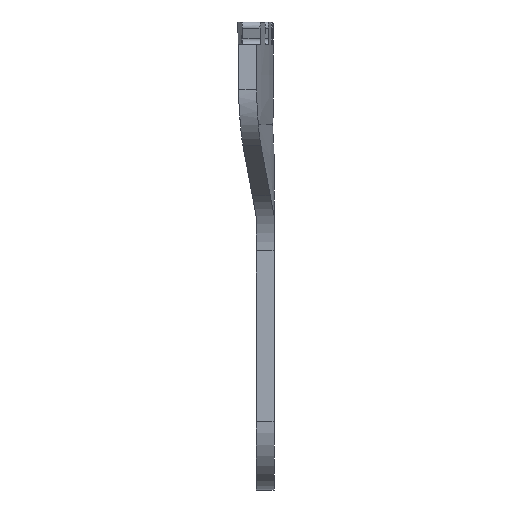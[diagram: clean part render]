
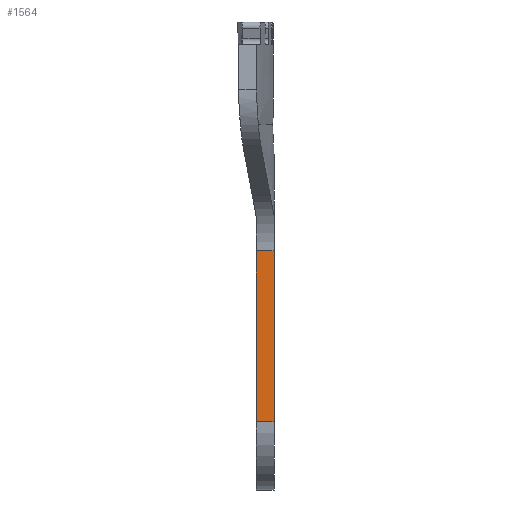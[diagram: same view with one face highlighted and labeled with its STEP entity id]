
A CAD part, left-side view. The second image highlights one B-rep face of the part: STEP entity #1564.
In plain terms, the highlighted planar face has unit normal (-1, 0, 0).
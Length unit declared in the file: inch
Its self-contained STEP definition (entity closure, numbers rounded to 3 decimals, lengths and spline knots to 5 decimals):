
#178=FACE_OUTER_BOUND('',#266,.T.);
#266=EDGE_LOOP('',(#1439,#1440,#1441,#1442));
#321=LINE('',#3215,#417);
#350=LINE('',#3540,#446);
#358=LINE('',#3690,#454);
#362=LINE('',#3700,#458);
#417=VECTOR('',#1875,0.3937);
#446=VECTOR('',#1978,0.3937);
#454=VECTOR('',#2000,0.3937);
#458=VECTOR('',#2010,0.3937);
#680=VERTEX_POINT('',#3212);
#681=VERTEX_POINT('',#3214);
#722=VERTEX_POINT('',#3538);
#727=VERTEX_POINT('',#3689);
#889=EDGE_CURVE('',#680,#681,#321,.T.);
#950=EDGE_CURVE('',#680,#722,#350,.T.);
#962=EDGE_CURVE('',#727,#681,#358,.T.);
#968=EDGE_CURVE('',#722,#727,#362,.T.);
#1439=ORIENTED_EDGE('',*,*,#950,.T.);
#1440=ORIENTED_EDGE('',*,*,#968,.T.);
#1441=ORIENTED_EDGE('',*,*,#962,.T.);
#1442=ORIENTED_EDGE('',*,*,#889,.F.);
#1484=PLANE('',#1698);
#1564=ADVANCED_FACE('',(#178),#1484,.F.);
#1698=AXIS2_PLACEMENT_3D('',#3705,#2017,#2018);
#1875=DIRECTION('',(0.,0.,-1.));
#1978=DIRECTION('',(0.,1.,0.));
#2000=DIRECTION('',(0.,-1.,0.));
#2010=DIRECTION('',(0.,0.,-1.));
#2017=DIRECTION('center_axis',(1.,0.,0.));
#2018=DIRECTION('ref_axis',(0.,-1.,0.));
#3212=CARTESIAN_POINT('',(-2.,-0.44703,-14.76384));
#3214=CARTESIAN_POINT('',(-2.,-0.44703,-18.5));
#3215=CARTESIAN_POINT('',(-2.,-0.44703,-14.));
#3538=CARTESIAN_POINT('',(-2.,-0.0533,-14.76384));
#3540=CARTESIAN_POINT('',(-2.,0.13421,-14.76384));
#3689=CARTESIAN_POINT('',(-2.,-0.0533,-18.5));
#3690=CARTESIAN_POINT('',(-2.,-0.15173,-18.5));
#3700=CARTESIAN_POINT('',(-2.,-0.0533,-14.));
#3705=CARTESIAN_POINT('Origin',(-2.,-0.0533,-14.));
